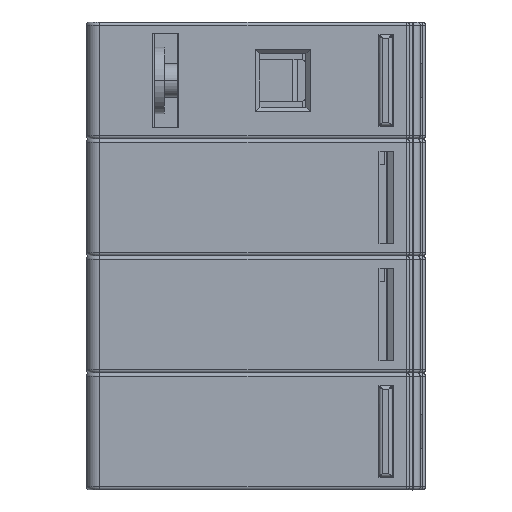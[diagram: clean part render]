
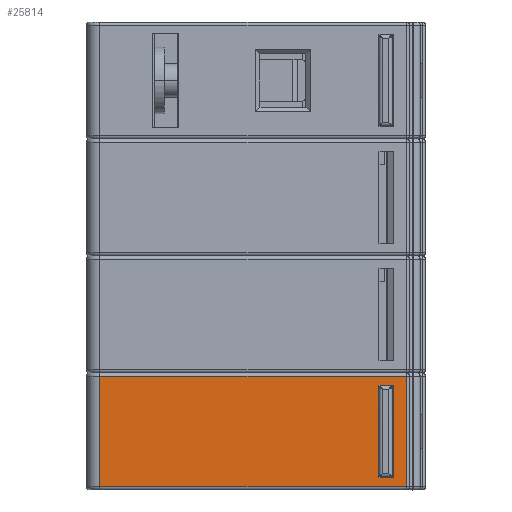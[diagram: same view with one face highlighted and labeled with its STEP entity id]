
A CAD part, left-side view. The second image highlights one B-rep face of the part: STEP entity #25814.
In plain terms, the highlighted planar face has unit normal (-1, 0, 0).
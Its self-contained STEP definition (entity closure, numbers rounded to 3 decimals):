
#3573=DIRECTION('',(0.,0.,1.));
#3574=VECTOR('',#3573,13.9);
#3575=CARTESIAN_POINT('',(-40.,0.,-6.95));
#3576=LINE('',#3575,#3574);
#10419=DIRECTION('',(0.,-1.,0.));
#10420=VECTOR('',#10419,2.2);
#10421=CARTESIAN_POINT('',(-40.,0.,-6.95));
#10422=LINE('',#10421,#10420);
#10426=DIRECTION('',(0.,0.,1.));
#10427=VECTOR('',#10426,13.9);
#10428=CARTESIAN_POINT('',(-40.,-2.2,-6.95));
#10429=LINE('',#10428,#10427);
#10433=DIRECTION('',(0.,1.,0.));
#10434=VECTOR('',#10433,2.2);
#10435=CARTESIAN_POINT('',(-40.,-2.2,6.95));
#10436=LINE('',#10435,#10434);
#10440=DIRECTION('',(0.,0.,-1.));
#10441=VECTOR('',#10440,16.6);
#10442=CARTESIAN_POINT('',(-40.,42.,8.3));
#10443=LINE('',#10442,#10441);
#10447=DIRECTION('',(0.,0.,1.));
#10448=VECTOR('',#10447,16.6);
#10449=CARTESIAN_POINT('',(-40.,-4.1,-8.3));
#10450=LINE('',#10449,#10448);
#10956=DIRECTION('',(0.,1.,0.));
#10957=VECTOR('',#10956,46.1);
#10958=CARTESIAN_POINT('',(-40.,-4.1,8.3));
#10959=LINE('',#10958,#10957);
#11906=DIRECTION('',(0.,-1.,0.));
#11907=VECTOR('',#11906,46.1);
#11908=CARTESIAN_POINT('',(-40.,42.,-8.3));
#11909=LINE('',#11908,#11907);
#16855=CARTESIAN_POINT('',(-40.,42.,8.3));
#16856=VERTEX_POINT('',#16855);
#16906=CARTESIAN_POINT('',(-40.,42.,-8.3));
#16908=VERTEX_POINT('',#16906);
#17285=CARTESIAN_POINT('',(-40.,-2.2,-6.95));
#17286=CARTESIAN_POINT('',(-40.,-2.2,6.95));
#17287=VERTEX_POINT('',#17285);
#17288=VERTEX_POINT('',#17286);
#17317=CARTESIAN_POINT('',(-40.,-4.1,-8.3));
#17319=VERTEX_POINT('',#17317);
#17327=CARTESIAN_POINT('',(-40.,-4.1,8.3));
#17328=VERTEX_POINT('',#17327);
#17396=CARTESIAN_POINT('',(-40.,0.,-6.95));
#17397=VERTEX_POINT('',#17396);
#17398=CARTESIAN_POINT('',(-40.,0.,6.95));
#17399=VERTEX_POINT('',#17398);
#25791=CARTESIAN_POINT('',(-40.,44.,-8.9));
#25792=DIRECTION('',(-1.,0.,0.));
#25793=DIRECTION('',(0.,-1.,0.));
#25794=AXIS2_PLACEMENT_3D('',#25791,#25792,#25793);
#25795=PLANE('',#25794);
#25797=ORIENTED_EDGE('',*,*,#25796,.F.);
#25798=ORIENTED_EDGE('',*,*,#25783,.F.);
#25800=ORIENTED_EDGE('',*,*,#25799,.F.);
#25802=ORIENTED_EDGE('',*,*,#25801,.F.);
#25803=EDGE_LOOP('',(#25797,#25798,#25800,#25802));
#25804=FACE_OUTER_BOUND('',#25803,.F.);
#25805=ORIENTED_EDGE('',*,*,#19608,.F.);
#25807=ORIENTED_EDGE('',*,*,#25806,.T.);
#25809=ORIENTED_EDGE('',*,*,#25808,.T.);
#25811=ORIENTED_EDGE('',*,*,#25810,.T.);
#25812=EDGE_LOOP('',(#25805,#25807,#25809,#25811));
#25813=FACE_BOUND('',#25812,.F.);
#19608=EDGE_CURVE('',#17397,#17399,#3576,.T.);
#25783=EDGE_CURVE('',#16856,#16908,#10443,.T.);
#25796=EDGE_CURVE('',#16908,#17319,#11909,.T.);
#25799=EDGE_CURVE('',#17328,#16856,#10959,.T.);
#25801=EDGE_CURVE('',#17319,#17328,#10450,.T.);
#25806=EDGE_CURVE('',#17397,#17287,#10422,.T.);
#25808=EDGE_CURVE('',#17287,#17288,#10429,.T.);
#25810=EDGE_CURVE('',#17288,#17399,#10436,.T.);
#25814=ADVANCED_FACE('',(#25804,#25813),#25795,.T.);
